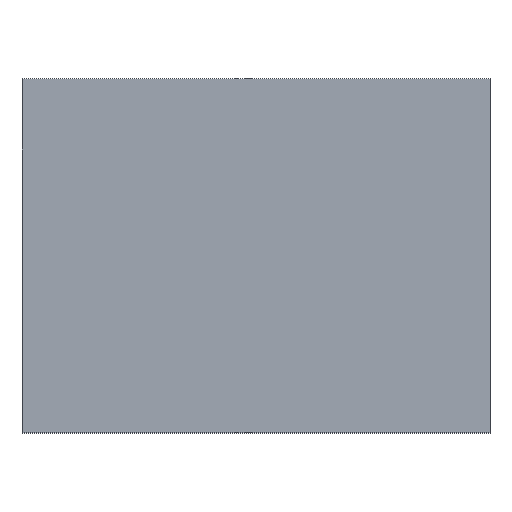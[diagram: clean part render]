
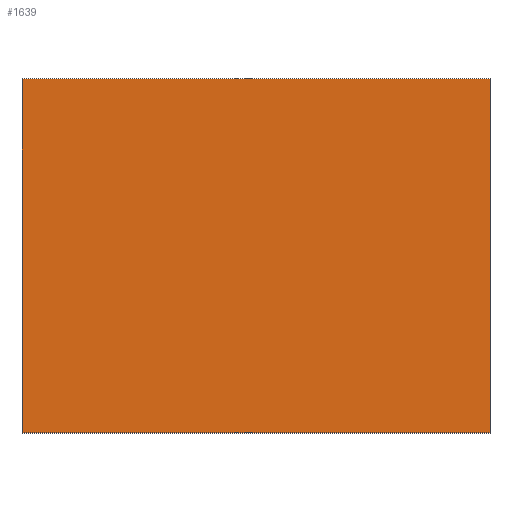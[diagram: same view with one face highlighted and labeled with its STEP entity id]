
A CAD part, top view. The second image highlights one B-rep face of the part: STEP entity #1639.
In plain terms, the highlighted planar face has unit normal (0, 0, 1).
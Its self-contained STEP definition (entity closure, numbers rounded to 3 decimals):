
#49=FACE_OUTER_BOUND('',#135,.T.);
#135=EDGE_LOOP('',(#1159,#1160,#1161,#1162));
#331=LINE('',#2552,#519);
#332=LINE('',#2554,#520);
#333=LINE('',#2556,#521);
#334=LINE('',#2557,#522);
#519=VECTOR('',#2016,10.);
#520=VECTOR('',#2017,10.);
#521=VECTOR('',#2018,10.);
#522=VECTOR('',#2019,10.);
#739=VERTEX_POINT('',#2550);
#740=VERTEX_POINT('',#2551);
#741=VERTEX_POINT('',#2553);
#742=VERTEX_POINT('',#2555);
#907=EDGE_CURVE('',#739,#740,#331,.T.);
#908=EDGE_CURVE('',#740,#741,#332,.T.);
#909=EDGE_CURVE('',#741,#742,#333,.T.);
#910=EDGE_CURVE('',#742,#739,#334,.T.);
#1159=ORIENTED_EDGE('',*,*,#907,.T.);
#1160=ORIENTED_EDGE('',*,*,#908,.T.);
#1161=ORIENTED_EDGE('',*,*,#909,.T.);
#1162=ORIENTED_EDGE('',*,*,#910,.T.);
#1585=PLANE('',#1780);
#1639=ADVANCED_FACE('',(#49),#1585,.T.);
#1780=AXIS2_PLACEMENT_3D('',#2549,#2014,#2015);
#2014=DIRECTION('center_axis',(0.,0.,1.));
#2015=DIRECTION('ref_axis',(1.,0.,0.));
#2016=DIRECTION('',(1.,0.,0.));
#2017=DIRECTION('',(0.,1.,0.));
#2018=DIRECTION('',(-1.,0.,0.));
#2019=DIRECTION('',(0.,-1.,0.));
#2549=CARTESIAN_POINT('Origin',(1.982,5.028,6.75));
#2550=CARTESIAN_POINT('',(-3.005,1.258,6.75));
#2551=CARTESIAN_POINT('',(6.97,1.258,6.75));
#2552=CARTESIAN_POINT('',(-3.005,1.258,6.75));
#2553=CARTESIAN_POINT('',(6.97,8.798,6.75));
#2554=CARTESIAN_POINT('',(6.97,1.258,6.75));
#2555=CARTESIAN_POINT('',(-3.005,8.798,6.75));
#2556=CARTESIAN_POINT('',(6.97,8.798,6.75));
#2557=CARTESIAN_POINT('',(-3.005,8.798,6.75));
